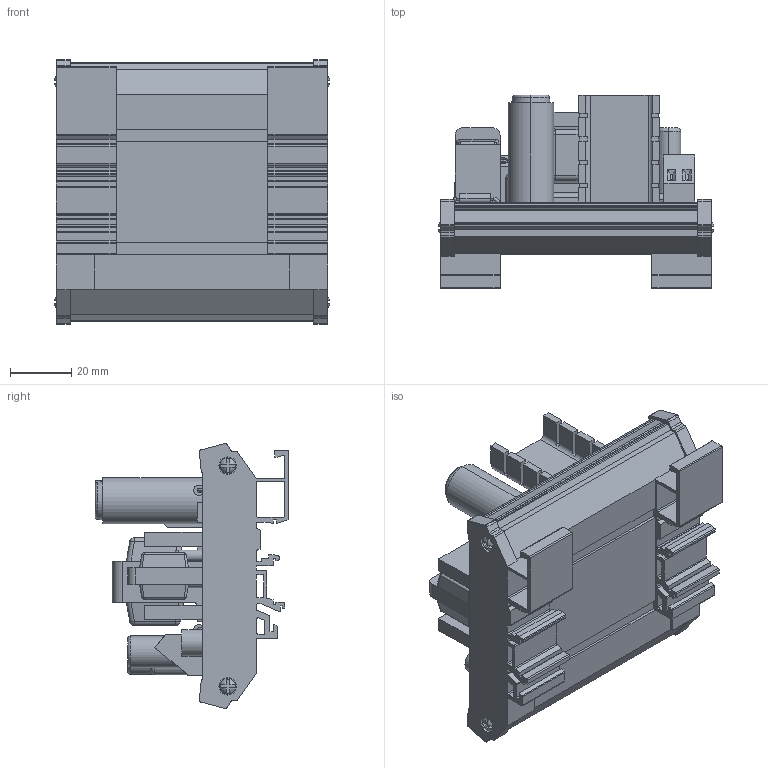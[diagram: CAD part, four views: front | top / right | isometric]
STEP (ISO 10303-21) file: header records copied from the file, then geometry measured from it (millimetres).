
FILE_DESCRIPTION (( 'STEP AP203' ), '1' );
FILE_NAME ('FA-24PS.STEP', '2011-10-13T18:08:59', ( '.adc' ), ( '' ), 'SwSTEP 2.0', 'SolidWorks 2011', '' );
FILE_SCHEMA (( 'CONFIG_CONTROL_DESIGN' ));
Length unit declared in the file: inch
Products named in the file (1): FA-24PS
Bounding box: 90.33 x 63.5 x 86.87 mm (x, y, z)
Volume: 166134.7 mm3; surface area: 45964.1 mm2
Topology: 1 solids, 1 shells, 800 faces, 2175 edges, 1426 vertices
Faces by surface type: plane 513, cylinder 217, torus 24, sphere 24, cone 22
Entity records: 25316 total; most frequent: CARTESIAN_POINT 4450, DIRECTION 4379, ORIENTED_EDGE 4350, EDGE_CURVE 2175, VECTOR 1541, LINE 1541, VERTEX_POINT 1426, AXIS2_PLACEMENT_3D 1419
